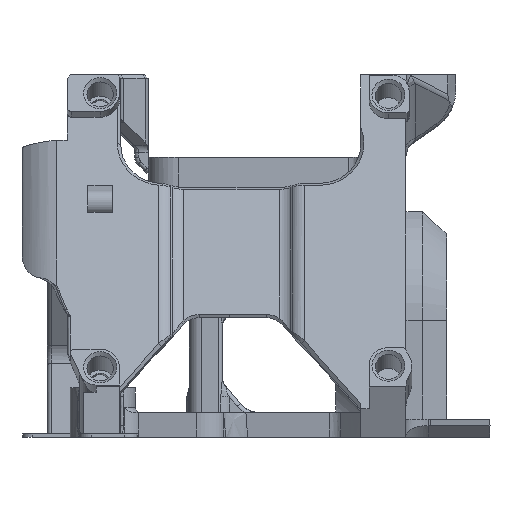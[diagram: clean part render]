
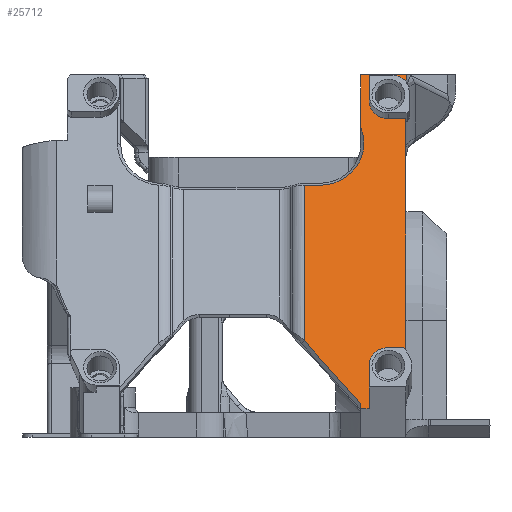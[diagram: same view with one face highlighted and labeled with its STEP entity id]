
A CAD part, left-side view. The second image highlights one B-rep face of the part: STEP entity #25712.
In plain terms, the highlighted planar face has unit normal (-0.94, 0, 0.342).
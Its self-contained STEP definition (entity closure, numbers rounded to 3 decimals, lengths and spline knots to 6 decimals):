
#892=LINE('',#45787,#2582);
#899=LINE('',#45884,#2589);
#900=LINE('',#45886,#2590);
#903=LINE('',#45894,#2593);
#905=LINE('',#45898,#2595);
#1066=LINE('',#46705,#2756);
#1067=LINE('',#46706,#2757);
#1092=LINE('',#46853,#2782);
#1268=LINE('',#49238,#2958);
#1279=LINE('',#49272,#2969);
#1280=LINE('',#49274,#2970);
#1281=LINE('',#49275,#2971);
#1282=LINE('',#49276,#2972);
#1283=LINE('',#49278,#2973);
#2582=VECTOR('',#30910,1.);
#2589=VECTOR('',#30929,1.);
#2590=VECTOR('',#30932,1.);
#2593=VECTOR('',#30941,1.);
#2595=VECTOR('',#30945,1.);
#2756=VECTOR('',#31466,1.);
#2757=VECTOR('',#31467,1.);
#2782=VECTOR('',#31566,1.);
#2958=VECTOR('',#32210,1.);
#2969=VECTOR('',#32235,1.);
#2970=VECTOR('',#32238,1.);
#2971=VECTOR('',#32239,1.);
#2972=VECTOR('',#32240,1.);
#2973=VECTOR('',#32241,1.);
#4222=PLANE('',#27699);
#5013=CIRCLE('',#27227,0.0005);
#5016=CIRCLE('',#27232,0.00235);
#5017=CIRCLE('',#27234,0.002);
#5018=CIRCLE('',#27238,0.00235);
#5031=CIRCLE('',#27274,0.002536);
#5198=CIRCLE('',#27694,0.0054);
#9665=ORIENTED_EDGE('',*,*,#15288,.F.);
#9666=ORIENTED_EDGE('',*,*,#14991,.F.);
#9667=ORIENTED_EDGE('',*,*,#14989,.T.);
#9668=ORIENTED_EDGE('',*,*,#14987,.T.);
#9669=ORIENTED_EDGE('',*,*,#14986,.T.);
#9670=ORIENTED_EDGE('',*,*,#14983,.T.);
#9671=ORIENTED_EDGE('',*,*,#15287,.T.);
#9672=ORIENTED_EDGE('',*,*,#14980,.F.);
#9673=ORIENTED_EDGE('',*,*,#15774,.F.);
#9674=ORIENTED_EDGE('',*,*,#15790,.T.);
#9675=ORIENTED_EDGE('',*,*,#15777,.T.);
#9676=ORIENTED_EDGE('',*,*,#15791,.F.);
#9677=ORIENTED_EDGE('',*,*,#15337,.F.);
#9678=ORIENTED_EDGE('',*,*,#15789,.F.);
#9679=ORIENTED_EDGE('',*,*,#15792,.F.);
#9680=ORIENTED_EDGE('',*,*,#15793,.T.);
#9681=ORIENTED_EDGE('',*,*,#14993,.T.);
#9682=ORIENTED_EDGE('',*,*,#14978,.T.);
#9683=ORIENTED_EDGE('',*,*,#14973,.F.);
#9684=ORIENTED_EDGE('',*,*,#14969,.T.);
#9685=ORIENTED_EDGE('',*,*,#15038,.F.);
#14969=EDGE_CURVE('',#18432,#18433,#5013,.T.);
#14973=EDGE_CURVE('',#18432,#18436,#892,.T.);
#14978=EDGE_CURVE('',#18438,#18436,#5016,.T.);
#14980=EDGE_CURVE('',#18440,#18441,#20502,.T.);
#14983=EDGE_CURVE('',#18443,#18442,#5017,.T.);
#14986=EDGE_CURVE('',#18444,#18443,#899,.T.);
#14987=EDGE_CURVE('',#18445,#18444,#900,.T.);
#14989=EDGE_CURVE('',#18446,#18445,#5018,.T.);
#14991=EDGE_CURVE('',#18446,#18447,#903,.T.);
#14993=EDGE_CURVE('',#18448,#18438,#905,.T.);
#15038=EDGE_CURVE('',#18479,#18433,#5031,.T.);
#15287=EDGE_CURVE('',#18442,#18441,#1066,.T.);
#15288=EDGE_CURVE('',#18447,#18479,#1067,.T.);
#15337=EDGE_CURVE('',#18431,#18660,#1092,.T.);
#15774=EDGE_CURVE('',#18922,#18440,#1268,.T.);
#15777=EDGE_CURVE('',#18926,#18925,#5198,.T.);
#15789=EDGE_CURVE('',#18934,#18431,#1279,.T.);
#15790=EDGE_CURVE('',#18922,#18926,#1280,.T.);
#15791=EDGE_CURVE('',#18660,#18925,#1281,.T.);
#15792=EDGE_CURVE('',#18935,#18934,#1282,.T.);
#15793=EDGE_CURVE('',#18935,#18448,#1283,.T.);
#18431=VERTEX_POINT('',#45761);
#18432=VERTEX_POINT('',#45779);
#18433=VERTEX_POINT('',#45780);
#18436=VERTEX_POINT('',#45788);
#18438=VERTEX_POINT('',#45794);
#18440=VERTEX_POINT('',#45865);
#18441=VERTEX_POINT('',#45870);
#18442=VERTEX_POINT('',#45877);
#18443=VERTEX_POINT('',#45879);
#18444=VERTEX_POINT('',#45883);
#18445=VERTEX_POINT('',#45887);
#18446=VERTEX_POINT('',#45891);
#18447=VERTEX_POINT('',#45895);
#18448=VERTEX_POINT('',#45899);
#18479=VERTEX_POINT('',#45991);
#18660=VERTEX_POINT('',#46854);
#18922=VERTEX_POINT('',#49237);
#18925=VERTEX_POINT('',#49244);
#18926=VERTEX_POINT('',#49246);
#18934=VERTEX_POINT('',#49271);
#18935=VERTEX_POINT('',#49277);
#20502=B_SPLINE_CURVE_WITH_KNOTS('',3,(#45866,#45867,#45868,#45869),
 .UNSPECIFIED.,.F.,.F.,(4,4),(-0.000025,0.000759),
 .UNSPECIFIED.);
#21912=EDGE_LOOP('',(#9665,#9666,#9667,#9668,#9669,#9670,#9671,#9672,#9673,
#9674,#9675,#9676,#9677,#9678,#9679,#9680,#9681,#9682,#9683,#9684,#9685));
#23577=FACE_BOUND('',#21912,.T.);
#25712=ADVANCED_FACE('',(#23577),#4222,.T.);
#27227=AXIS2_PLACEMENT_3D('',#45778,#30902,#30903);
#27232=AXIS2_PLACEMENT_3D('',#45797,#30918,#30919);
#27234=AXIS2_PLACEMENT_3D('',#45878,#30923,#30924);
#27238=AXIS2_PLACEMENT_3D('',#45890,#30936,#30937);
#27274=AXIS2_PLACEMENT_3D('',#45992,#31040,#31041);
#27694=AXIS2_PLACEMENT_3D('',#49245,#32216,#32217);
#27699=AXIS2_PLACEMENT_3D('',#49273,#32236,#32237);
#30902=DIRECTION('',(0.94,0.,-0.342));
#30903=DIRECTION('',(0.342,0.,0.94));
#30910=DIRECTION('',(0.,1.,0.));
#30918=DIRECTION('',(0.94,0.,-0.342));
#30919=DIRECTION('',(0.342,0.,0.94));
#30923=DIRECTION('',(0.94,0.,-0.342));
#30924=DIRECTION('',(0.342,0.,0.94));
#30929=DIRECTION('',(0.,-1.,0.));
#30932=DIRECTION('',(0.342,0.,0.94));
#30936=DIRECTION('',(0.94,0.,-0.342));
#30937=DIRECTION('',(0.342,0.,0.94));
#30941=DIRECTION('',(0.,-1.,0.));
#30945=DIRECTION('',(0.342,0.,0.94));
#31040=DIRECTION('',(0.94,0.,-0.342));
#31041=DIRECTION('',(0.342,0.,0.94));
#31466=DIRECTION('',(0.342,0.,0.94));
#31467=DIRECTION('',(-0.342,0.,-0.94));
#31566=DIRECTION('',(0.342,0.,0.94));
#32210=DIRECTION('',(0.,-1.,0.));
#32216=DIRECTION('',(0.94,0.,-0.342));
#32217=DIRECTION('',(0.342,0.,0.94));
#32235=DIRECTION('',(0.262,0.643,0.72));
#32236=DIRECTION('',(-0.94,0.,0.342));
#32237=DIRECTION('',(-0.342,0.,-0.94));
#32238=DIRECTION('',(-0.342,0.,-0.94));
#32239=DIRECTION('',(0.,-1.,0.));
#32240=DIRECTION('',(0.342,0.,0.94));
#32241=DIRECTION('',(0.,-1.,0.));
#45761=CARTESIAN_POINT('',(-0.141708,0.018828,0.011704));
#45778=CARTESIAN_POINT('',(-0.14243,0.007,0.009722));
#45779=CARTESIAN_POINT('',(-0.142259,0.007,0.010192));
#45780=CARTESIAN_POINT('',(-0.142361,0.006543,0.009912));
#45787=CARTESIAN_POINT('',(-0.142259,0.006125,0.010192));
#45788=CARTESIAN_POINT('',(-0.142259,0.008625,0.010192));
#45794=CARTESIAN_POINT('',(-0.143062,0.010975,0.007983));
#45797=CARTESIAN_POINT('',(-0.143062,0.008625,0.007983));
#45865=CARTESIAN_POINT('',(-0.129953,0.006465,0.044));
#45866=CARTESIAN_POINT('',(-0.129953,0.006465,0.044));
#45867=CARTESIAN_POINT('',(-0.130043,0.006481,0.043755));
#45868=CARTESIAN_POINT('',(-0.130132,0.006499,0.04351));
#45869=CARTESIAN_POINT('',(-0.130221,0.0065,0.043264));
#45870=CARTESIAN_POINT('',(-0.130221,0.0065,0.043264));
#45877=CARTESIAN_POINT('',(-0.130522,0.0065,0.042438));
#45878=CARTESIAN_POINT('',(-0.130921,0.008125,0.041342));
#45879=CARTESIAN_POINT('',(-0.130237,0.008125,0.043222));
#45883=CARTESIAN_POINT('',(-0.130237,0.010975,0.043222));
#45884=CARTESIAN_POINT('',(-0.130237,0.006125,0.043222));
#45886=CARTESIAN_POINT('',(-0.12364,0.010975,0.061346));
#45887=CARTESIAN_POINT('',(-0.131092,0.010975,0.040873));
#45890=CARTESIAN_POINT('',(-0.131092,0.008625,0.040873));
#45891=CARTESIAN_POINT('',(-0.131895,0.008625,0.038664));
#45894=CARTESIAN_POINT('',(-0.131895,0.006125,0.038664));
#45895=CARTESIAN_POINT('',(-0.131895,0.0065,0.038664));
#45898=CARTESIAN_POINT('',(-0.12364,0.010975,0.061346));
#45899=CARTESIAN_POINT('',(-0.144704,0.010975,0.003473));
#45991=CARTESIAN_POINT('',(-0.142392,0.0065,0.009826));
#45992=CARTESIAN_POINT('',(-0.14201,0.004223,0.010875));
#46705=CARTESIAN_POINT('',(-0.143233,0.0065,0.007513));
#46706=CARTESIAN_POINT('',(-0.136618,0.0065,0.025688));
#46853=CARTESIAN_POINT('',(-0.14325,0.018828,0.007468));
#46854=CARTESIAN_POINT('',(-0.134836,0.018828,0.030585));
#49237=CARTESIAN_POINT('',(-0.129953,0.012,0.044));
#49238=CARTESIAN_POINT('',(-0.129953,0.004696,0.044));
#49244=CARTESIAN_POINT('',(-0.134836,0.017,0.030585));
#49245=CARTESIAN_POINT('',(-0.132989,0.017,0.035659));
#49246=CARTESIAN_POINT('',(-0.132292,0.012,0.037576));
#49271=CARTESIAN_POINT('',(-0.144491,0.012,0.004057));
#49272=CARTESIAN_POINT('',(-0.140731,0.021225,0.014388));
#49273=CARTESIAN_POINT('',(-0.143233,0.043625,0.007513));
#49274=CARTESIAN_POINT('',(-0.143233,0.012,0.007513));
#49275=CARTESIAN_POINT('',(-0.134836,0.027711,0.030585));
#49276=CARTESIAN_POINT('',(-0.139529,0.012,0.017691));
#49277=CARTESIAN_POINT('',(-0.144704,0.012,0.003473));
#49278=CARTESIAN_POINT('',(-0.144704,0.026125,0.003473));
